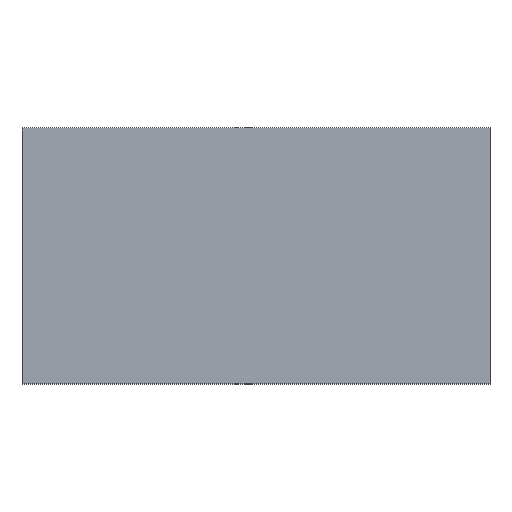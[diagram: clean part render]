
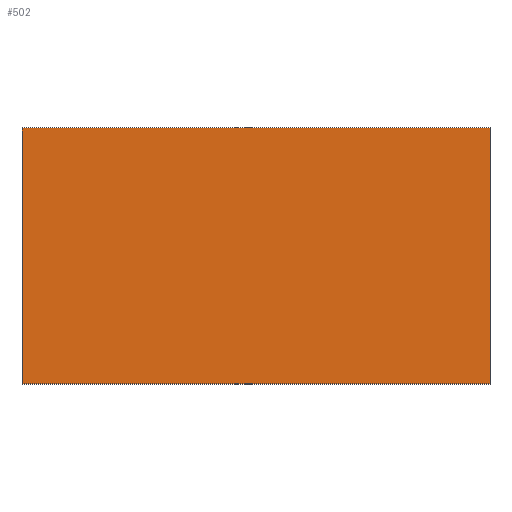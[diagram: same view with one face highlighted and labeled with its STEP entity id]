
A CAD part, top view. The second image highlights one B-rep face of the part: STEP entity #502.
In plain terms, the highlighted planar face has unit normal (0, 0, 1).
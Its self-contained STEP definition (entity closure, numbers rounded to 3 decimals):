
#31 = CARTESIAN_POINT ( 'NONE',  ( 0., -128., 0. ) ) ;
#40 = CARTESIAN_POINT ( 'NONE',  ( 0., 0., 0. ) ) ;
#63 = ORIENTED_EDGE ( 'NONE', *, *, #268, .F. ) ;
#74 = DIRECTION ( 'NONE',  ( -1., 0., 0. ) ) ;
#100 = CARTESIAN_POINT ( 'NONE',  ( 234., 0., 0. ) ) ;
#105 = ORIENTED_EDGE ( 'NONE', *, *, #297, .T. ) ;
#108 = VECTOR ( 'NONE', #212, 1000. ) ;
#122 = CARTESIAN_POINT ( 'NONE',  ( 0., 0., 0. ) ) ;
#124 = CARTESIAN_POINT ( 'NONE',  ( 234., 0., 0. ) ) ;
#162 = EDGE_CURVE ( 'NONE', #474, #523, #350, .T. ) ;
#173 = CARTESIAN_POINT ( 'NONE',  ( 234., -128., 0. ) ) ;
#178 = DIRECTION ( 'NONE',  ( 0., -1., 0. ) ) ;
#181 = VERTEX_POINT ( 'NONE', #461 ) ;
#184 = ORIENTED_EDGE ( 'NONE', *, *, #162, .T. ) ;
#209 = CARTESIAN_POINT ( 'NONE',  ( 234., -128., 0. ) ) ;
#212 = DIRECTION ( 'NONE',  ( -1., 0., 0. ) ) ;
#213 = AXIS2_PLACEMENT_3D ( 'NONE', #124, #219, #74 ) ;
#219 = DIRECTION ( 'NONE',  ( 0., 0., -1. ) ) ;
#222 = DIRECTION ( 'NONE',  ( 0., -1., 0. ) ) ;
#268 = EDGE_CURVE ( 'NONE', #181, #504, #271, .T. ) ;
#271 = LINE ( 'NONE', #324, #477 ) ;
#282 = VECTOR ( 'NONE', #222, 1000. ) ;
#297 = EDGE_CURVE ( 'NONE', #181, #474, #365, .T. ) ;
#301 = LINE ( 'NONE', #209, #108 ) ;
#310 = FACE_OUTER_BOUND ( 'NONE', #573, .T. ) ;
#318 = DIRECTION ( 'NONE',  ( -1., 0., 0. ) ) ;
#324 = CARTESIAN_POINT ( 'NONE',  ( 234., 0., 0. ) ) ;
#350 = LINE ( 'NONE', #40, #282 ) ;
#365 = LINE ( 'NONE', #100, #556 ) ;
#397 = PLANE ( 'NONE',  #213 ) ;
#461 = CARTESIAN_POINT ( 'NONE',  ( 234., 0., 0. ) ) ;
#474 = VERTEX_POINT ( 'NONE', #122 ) ;
#477 = VECTOR ( 'NONE', #178, 1000. ) ;
#502 = ADVANCED_FACE ( 'NONE', ( #310 ), #397, .F. ) ;
#504 = VERTEX_POINT ( 'NONE', #173 ) ;
#523 = VERTEX_POINT ( 'NONE', #31 ) ;
#531 = EDGE_CURVE ( 'NONE', #504, #523, #301, .T. ) ;
#556 = VECTOR ( 'NONE', #318, 1000. ) ;
#564 = ORIENTED_EDGE ( 'NONE', *, *, #531, .F. ) ;
#573 = EDGE_LOOP ( 'NONE', ( #184, #564, #63, #105 ) ) ;
